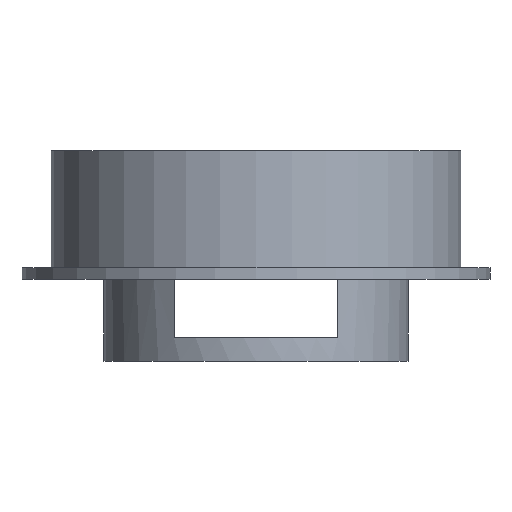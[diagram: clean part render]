
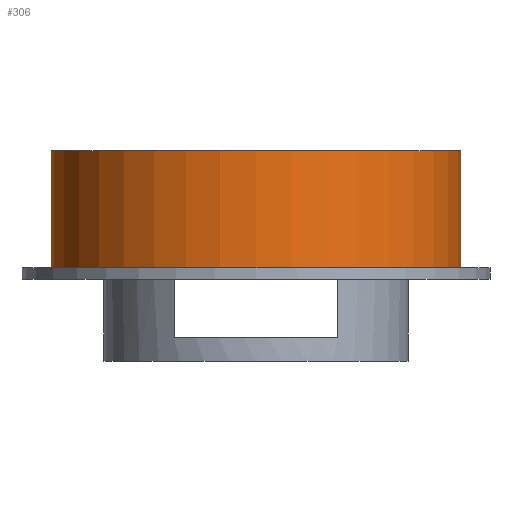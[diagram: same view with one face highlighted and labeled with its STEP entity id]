
A CAD part, front view. The second image highlights one B-rep face of the part: STEP entity #306.
In plain terms, the highlighted cylindrical face has radius 17.5 mm (diameter 35 mm), a partial arc.
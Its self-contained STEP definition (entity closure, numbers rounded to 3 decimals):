
#61 = DIRECTION ( 'NONE',  ( 1., 0., 0. ) ) ;
#106 = CARTESIAN_POINT ( 'NONE',  ( 0., 0., 8. ) ) ;
#127 = EDGE_CURVE ( 'NONE', #526, #568, #1438, .T. ) ;
#132 = VECTOR ( 'NONE', #404, 1000. ) ;
#143 = FACE_OUTER_BOUND ( 'NONE', #1042, .T. ) ;
#151 = CARTESIAN_POINT ( 'NONE',  ( 0., 0., 18. ) ) ;
#162 = ORIENTED_EDGE ( 'NONE', *, *, #127, .T. ) ;
#259 = CYLINDRICAL_SURFACE ( 'NONE', #340, 17.5 ) ;
#286 = CARTESIAN_POINT ( 'NONE',  ( -17.5, 0., 18. ) ) ;
#306 = ADVANCED_FACE ( 'NONE', ( #143 ), #259, .T. ) ;
#340 = AXIS2_PLACEMENT_3D ( 'NONE', #1484, #1369, #1596 ) ;
#351 = CARTESIAN_POINT ( 'NONE',  ( -17.5, 0., 18. ) ) ;
#402 = CARTESIAN_POINT ( 'NONE',  ( 17.5, 0., 8. ) ) ;
#404 = DIRECTION ( 'NONE',  ( 0., 0., -1. ) ) ;
#458 = DIRECTION ( 'NONE',  ( 0., 0., -1. ) ) ;
#474 = AXIS2_PLACEMENT_3D ( 'NONE', #151, #775, #61 ) ;
#522 = AXIS2_PLACEMENT_3D ( 'NONE', #106, #1460, #1119 ) ;
#526 = VERTEX_POINT ( 'NONE', #286 ) ;
#568 = VERTEX_POINT ( 'NONE', #1190 ) ;
#687 = CIRCLE ( 'NONE', #474, 17.5 ) ;
#775 = DIRECTION ( 'NONE',  ( 0., 0., 1. ) ) ;
#884 = EDGE_CURVE ( 'NONE', #526, #985, #687, .T. ) ;
#895 = LINE ( 'NONE', #1128, #132 ) ;
#898 = VECTOR ( 'NONE', #458, 1000. ) ;
#985 = VERTEX_POINT ( 'NONE', #1557 ) ;
#989 = CIRCLE ( 'NONE', #522, 17.5 ) ;
#1020 = ORIENTED_EDGE ( 'NONE', *, *, #884, .F. ) ;
#1042 = EDGE_LOOP ( 'NONE', ( #1375, #1020, #162, #1204 ) ) ;
#1100 = EDGE_CURVE ( 'NONE', #568, #1402, #989, .T. ) ;
#1119 = DIRECTION ( 'NONE',  ( 1., 0., 0. ) ) ;
#1128 = CARTESIAN_POINT ( 'NONE',  ( 17.5, 0., 18. ) ) ;
#1190 = CARTESIAN_POINT ( 'NONE',  ( -17.5, 0., 8. ) ) ;
#1204 = ORIENTED_EDGE ( 'NONE', *, *, #1100, .T. ) ;
#1222 = EDGE_CURVE ( 'NONE', #985, #1402, #895, .T. ) ;
#1369 = DIRECTION ( 'NONE',  ( 0., 0., -1. ) ) ;
#1375 = ORIENTED_EDGE ( 'NONE', *, *, #1222, .F. ) ;
#1402 = VERTEX_POINT ( 'NONE', #402 ) ;
#1438 = LINE ( 'NONE', #351, #898 ) ;
#1460 = DIRECTION ( 'NONE',  ( 0., 0., 1. ) ) ;
#1484 = CARTESIAN_POINT ( 'NONE',  ( 0., 0., 18. ) ) ;
#1557 = CARTESIAN_POINT ( 'NONE',  ( 17.5, 0., 18. ) ) ;
#1596 = DIRECTION ( 'NONE',  ( -1., 0., 0. ) ) ;
